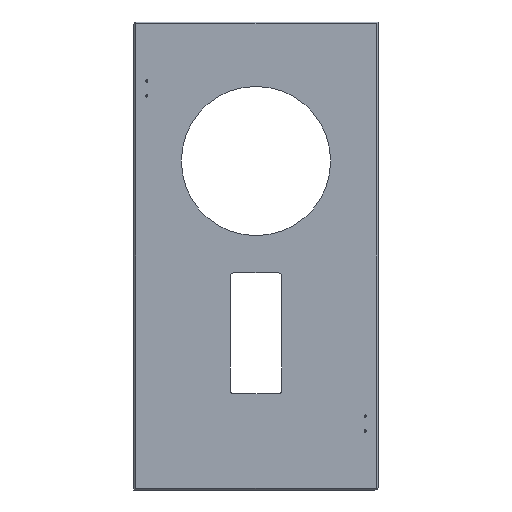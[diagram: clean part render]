
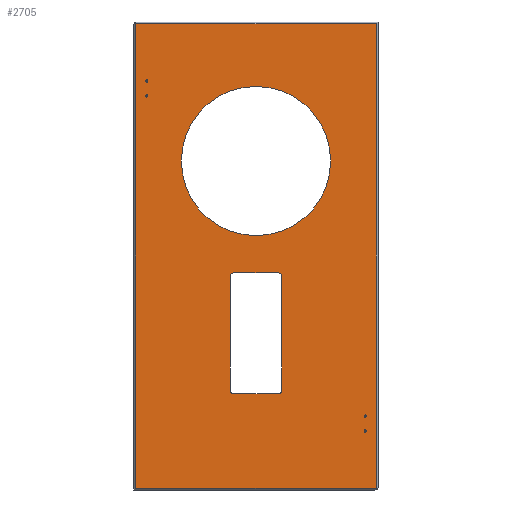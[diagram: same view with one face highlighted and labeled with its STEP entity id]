
A CAD part, front view. The second image highlights one B-rep face of the part: STEP entity #2705.
In plain terms, the highlighted planar face has unit normal (0, -1, 0).
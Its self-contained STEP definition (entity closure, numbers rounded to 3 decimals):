
#83=FACE_BOUND('',#548,.T.);
#84=FACE_BOUND('',#549,.T.);
#85=FACE_BOUND('',#550,.T.);
#86=FACE_BOUND('',#551,.T.);
#87=FACE_BOUND('',#552,.T.);
#88=FACE_BOUND('',#553,.T.);
#114=PLANE('',#3031);
#320=FACE_OUTER_BOUND('',#547,.T.);
#547=EDGE_LOOP('',(#2376,#2377,#2378,#2379));
#548=EDGE_LOOP('',(#2380,#2381,#2382,#2383,#2384,#2385,#2386,#2387));
#549=EDGE_LOOP('',(#2388));
#550=EDGE_LOOP('',(#2389));
#551=EDGE_LOOP('',(#2390));
#552=EDGE_LOOP('',(#2391));
#553=EDGE_LOOP('',(#2392));
#634=LINE('',#4142,#843);
#637=LINE('',#4153,#846);
#642=LINE('',#4166,#851);
#644=LINE('',#4174,#853);
#756=LINE('',#4593,#965);
#759=LINE('',#4601,#968);
#761=LINE('',#4605,#970);
#764=LINE('',#4612,#973);
#843=VECTOR('',#3314,10.);
#846=VECTOR('',#3325,10.);
#851=VECTOR('',#3338,10.);
#853=VECTOR('',#3348,10.);
#965=VECTOR('',#3780,10.);
#968=VECTOR('',#3791,10.);
#970=VECTOR('',#3795,10.);
#973=VECTOR('',#3802,10.);
#1049=CIRCLE('',#2851,5.);
#1051=CIRCLE('',#2855,5.);
#1053=CIRCLE('',#2859,5.);
#1055=CIRCLE('',#2863,5.);
#1106=CIRCLE('',#2962,1.621);
#1109=CIRCLE('',#2967,1.621);
#1116=CIRCLE('',#2977,1.621);
#1119=CIRCLE('',#2982,1.621);
#1141=CIRCLE('',#3032,110.);
#1224=VERTEX_POINT('',#4132);
#1225=VERTEX_POINT('',#4134);
#1227=VERTEX_POINT('',#4140);
#1230=VERTEX_POINT('',#4147);
#1231=VERTEX_POINT('',#4149);
#1233=VERTEX_POINT('',#4158);
#1235=VERTEX_POINT('',#4164);
#1237=VERTEX_POINT('',#4170);
#1314=VERTEX_POINT('',#4398);
#1317=VERTEX_POINT('',#4408);
#1328=VERTEX_POINT('',#4435);
#1331=VERTEX_POINT('',#4445);
#1383=VERTEX_POINT('',#4590);
#1384=VERTEX_POINT('',#4592);
#1385=VERTEX_POINT('',#4600);
#1386=VERTEX_POINT('',#4604);
#1389=VERTEX_POINT('',#4613);
#1508=EDGE_CURVE('',#1224,#1225,#1049,.T.);
#1512=EDGE_CURVE('',#1224,#1227,#634,.T.);
#1515=EDGE_CURVE('',#1230,#1231,#1051,.T.);
#1517=EDGE_CURVE('',#1230,#1225,#637,.T.);
#1521=EDGE_CURVE('',#1233,#1227,#1053,.T.);
#1524=EDGE_CURVE('',#1233,#1235,#642,.T.);
#1527=EDGE_CURVE('',#1237,#1235,#1055,.T.);
#1528=EDGE_CURVE('',#1237,#1231,#644,.T.);
#1630=EDGE_CURVE('',#1314,#1314,#1106,.T.);
#1635=EDGE_CURVE('',#1317,#1317,#1109,.T.);
#1648=EDGE_CURVE('',#1328,#1328,#1116,.T.);
#1653=EDGE_CURVE('',#1331,#1331,#1119,.T.);
#1726=EDGE_CURVE('',#1383,#1384,#756,.T.);
#1730=EDGE_CURVE('',#1384,#1385,#759,.T.);
#1732=EDGE_CURVE('',#1385,#1386,#761,.T.);
#1736=EDGE_CURVE('',#1386,#1383,#764,.T.);
#1737=EDGE_CURVE('',#1389,#1389,#1141,.T.);
#2376=ORIENTED_EDGE('',*,*,#1726,.F.);
#2377=ORIENTED_EDGE('',*,*,#1736,.F.);
#2378=ORIENTED_EDGE('',*,*,#1732,.F.);
#2379=ORIENTED_EDGE('',*,*,#1730,.F.);
#2380=ORIENTED_EDGE('',*,*,#1512,.T.);
#2381=ORIENTED_EDGE('',*,*,#1521,.F.);
#2382=ORIENTED_EDGE('',*,*,#1524,.T.);
#2383=ORIENTED_EDGE('',*,*,#1527,.F.);
#2384=ORIENTED_EDGE('',*,*,#1528,.T.);
#2385=ORIENTED_EDGE('',*,*,#1515,.F.);
#2386=ORIENTED_EDGE('',*,*,#1517,.T.);
#2387=ORIENTED_EDGE('',*,*,#1508,.F.);
#2388=ORIENTED_EDGE('',*,*,#1648,.T.);
#2389=ORIENTED_EDGE('',*,*,#1653,.T.);
#2390=ORIENTED_EDGE('',*,*,#1630,.T.);
#2391=ORIENTED_EDGE('',*,*,#1635,.T.);
#2392=ORIENTED_EDGE('',*,*,#1737,.T.);
#2705=ADVANCED_FACE('',(#320,#83,#84,#85,#86,#87,#88),#114,.F.);
#2851=AXIS2_PLACEMENT_3D('',#4135,#3307,#3308);
#2855=AXIS2_PLACEMENT_3D('',#4150,#3320,#3321);
#2859=AXIS2_PLACEMENT_3D('',#4160,#3332,#3333);
#2863=AXIS2_PLACEMENT_3D('',#4172,#3344,#3345);
#2962=AXIS2_PLACEMENT_3D('',#4400,#3594,#3595);
#2967=AXIS2_PLACEMENT_3D('',#4410,#3606,#3607);
#2977=AXIS2_PLACEMENT_3D('',#4437,#3632,#3633);
#2982=AXIS2_PLACEMENT_3D('',#4447,#3644,#3645);
#3031=AXIS2_PLACEMENT_3D('',#4611,#3800,#3801);
#3032=AXIS2_PLACEMENT_3D('',#4614,#3803,#3804);
#3307=DIRECTION('center_axis',(0.,-1.,0.));
#3308=DIRECTION('ref_axis',(0.707,0.,0.707));
#3314=DIRECTION('',(0.,0.,-1.));
#3320=DIRECTION('center_axis',(0.,-1.,0.));
#3321=DIRECTION('ref_axis',(-0.707,0.,0.707));
#3325=DIRECTION('',(1.,0.,0.));
#3332=DIRECTION('center_axis',(0.,-1.,0.));
#3333=DIRECTION('ref_axis',(0.707,0.,-0.707));
#3338=DIRECTION('',(-1.,0.,0.));
#3344=DIRECTION('center_axis',(0.,-1.,0.));
#3345=DIRECTION('ref_axis',(-0.707,0.,-0.707));
#3348=DIRECTION('',(0.,0.,1.));
#3594=DIRECTION('center_axis',(0.,1.,0.));
#3595=DIRECTION('ref_axis',(1.,0.,0.));
#3606=DIRECTION('center_axis',(0.,1.,0.));
#3607=DIRECTION('ref_axis',(1.,0.,0.));
#3632=DIRECTION('center_axis',(0.,1.,0.));
#3633=DIRECTION('ref_axis',(1.,0.,0.));
#3644=DIRECTION('center_axis',(0.,1.,0.));
#3645=DIRECTION('ref_axis',(1.,0.,0.));
#3780=DIRECTION('',(0.,0.,1.));
#3791=DIRECTION('',(1.,0.,0.));
#3795=DIRECTION('',(0.,0.,-1.));
#3800=DIRECTION('center_axis',(0.,1.,0.));
#3801=DIRECTION('ref_axis',(0.,0.,1.));
#3802=DIRECTION('',(-1.,0.,0.));
#3803=DIRECTION('center_axis',(0.,1.,0.));
#3804=DIRECTION('ref_axis',(1.,0.,0.));
#4132=CARTESIAN_POINT('',(38.1,0.,-30.));
#4134=CARTESIAN_POINT('',(33.1,0.,-25.));
#4135=CARTESIAN_POINT('Origin',(33.1,0.,-30.));
#4140=CARTESIAN_POINT('',(38.1,0.,-197.8));
#4142=CARTESIAN_POINT('',(38.1,0.,-101.4));
#4147=CARTESIAN_POINT('',(-33.1,0.,-25.));
#4149=CARTESIAN_POINT('',(-38.1,0.,-30.));
#4150=CARTESIAN_POINT('Origin',(-33.1,0.,-30.));
#4153=CARTESIAN_POINT('',(19.05,0.,-25.));
#4158=CARTESIAN_POINT('',(33.1,0.,-202.8));
#4160=CARTESIAN_POINT('Origin',(33.1,0.,-197.8));
#4164=CARTESIAN_POINT('',(-33.1,0.,-202.8));
#4166=CARTESIAN_POINT('',(-19.05,0.,-202.8));
#4170=CARTESIAN_POINT('',(-38.1,0.,-197.8));
#4172=CARTESIAN_POINT('Origin',(-33.1,0.,-197.8));
#4174=CARTESIAN_POINT('',(-38.1,0.,-12.5));
#4398=CARTESIAN_POINT('',(-162.621,0.,236.));
#4400=CARTESIAN_POINT('Origin',(-161.,0.,236.));
#4408=CARTESIAN_POINT('',(-162.621,0.,258.));
#4410=CARTESIAN_POINT('Origin',(-161.,0.,258.));
#4435=CARTESIAN_POINT('',(159.379,0.,-258.));
#4437=CARTESIAN_POINT('Origin',(161.,0.,-258.));
#4445=CARTESIAN_POINT('',(159.379,0.,-236.));
#4447=CARTESIAN_POINT('Origin',(161.,0.,-236.));
#4590=CARTESIAN_POINT('',(-177.5,0.,-342.5));
#4592=CARTESIAN_POINT('',(-177.5,0.,342.5));
#4593=CARTESIAN_POINT('',(-177.5,0.,-172.5));
#4600=CARTESIAN_POINT('',(177.5,0.,342.5));
#4601=CARTESIAN_POINT('',(-90.,0.,342.5));
#4604=CARTESIAN_POINT('',(177.5,0.,-342.5));
#4605=CARTESIAN_POINT('',(177.5,0.,172.5));
#4611=CARTESIAN_POINT('Origin',(0.,0.,0.));
#4612=CARTESIAN_POINT('',(90.,0.,-342.5));
#4613=CARTESIAN_POINT('',(-110.,0.,140.));
#4614=CARTESIAN_POINT('Origin',(0.,0.,140.));
